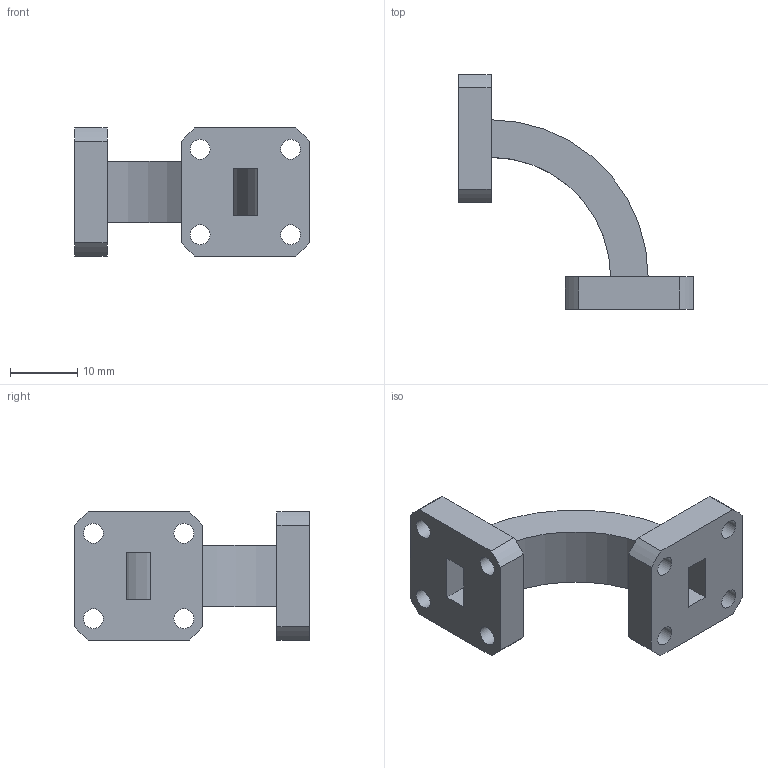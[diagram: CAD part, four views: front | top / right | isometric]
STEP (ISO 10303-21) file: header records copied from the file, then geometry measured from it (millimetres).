
FILE_DESCRIPTION (( 'STEP AP203' ), '1' );
FILE_NAME ('PE-W28B001.step', '2020-04-16T21:47:54', ( '' ), ( '' ), 'SwSTEP 2.0', 'SolidWorks 2018', '' );
FILE_SCHEMA (( 'CONFIG_CONTROL_DESIGN' ));
Length unit declared in the file: inch
Products named in the file (1): PE-W28B001
Bounding box: 34.92 x 34.92 x 19.05 mm (x, y, z)
Volume: 3758.2 mm3; surface area: 4055.8 mm2
Topology: 1 solids, 1 shells, 40 faces, 116 edges, 80 vertices
Faces by surface type: plane 20, cylinder 20
Full cylindrical faces by diameter (mm): 2.946 x8
Entity records: 1347 total; most frequent: DIRECTION 222, CARTESIAN_POINT 213, ORIENTED_EDGE 200, EDGE_CURVE 100, AXIS2_PLACEMENT_3D 81, VERTEX_POINT 72, EDGE_LOOP 68, VECTOR 60
